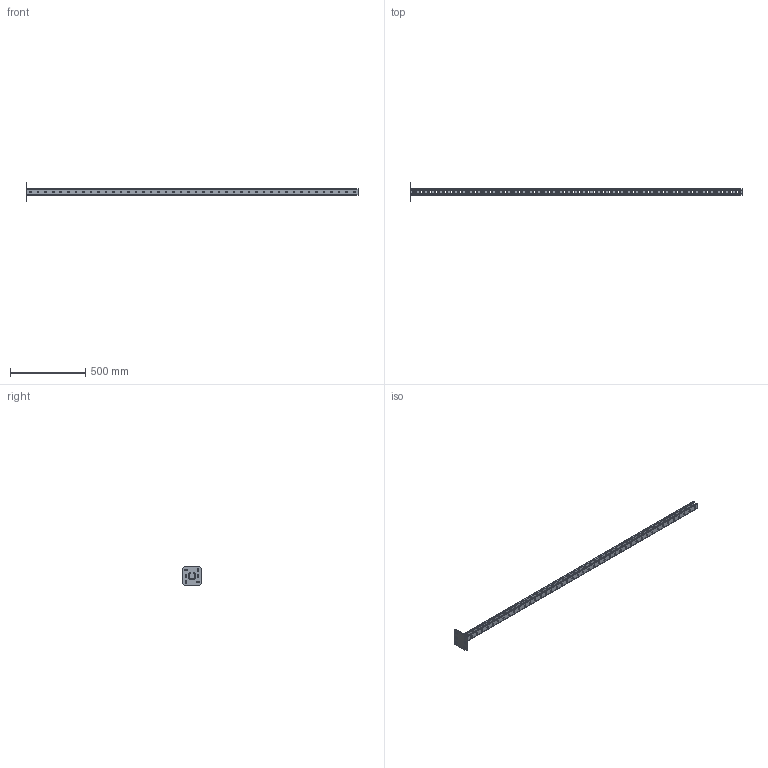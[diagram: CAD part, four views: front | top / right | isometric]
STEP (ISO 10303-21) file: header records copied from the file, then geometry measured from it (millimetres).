
FILE_DESCRIPTION (( 'STEP AP203' ), '1' );
FILE_NAME ('Êðîíøòåéí ïîòîëî÷íûé îäèíàðíûé_h41-2200.step', '2022-01-27T08:30:48', ( '' ), ( '' ), 'SwSTEP 2.0', 'SolidWorks 2017', '' );
FILE_SCHEMA (( 'CONFIG_CONTROL_DESIGN' ));
Length unit declared in the file: millimetre
Products named in the file (3): Ïÿòêà ïîòîëî÷êàÿ; Êðîíøòåéí ïîòîëî÷íûé îäèíàðíûé_h41-2200; STRUT-镳铘桦黖h41-2200
Assembly tree (2 placements, depth 2):
  Êðîíøòåéí ïîòîëî÷íûé îäèíàðíûé_h41-2200
    Ïÿòêà ïîòîëî÷êàÿ
    STRUT-镳铘桦黖h41-2200
Bounding box: 2206 x 120 x 120 mm (x, y, z)
Volume: 756977.3 mm3; surface area: 602016 mm2
Topology: 2 solids, 2 shells, 2218 faces, 6594 edges, 4380 vertices
Faces by surface type: plane 1924, cylinder 294
Entity records: 74119 total; most frequent: CARTESIAN_POINT 13197, ORIENTED_EDGE 13188, DIRECTION 11628, EDGE_CURVE 6594, LINE 6006, VECTOR 6006, VERTEX_POINT 4380, AXIS2_PLACEMENT_3D 2811
